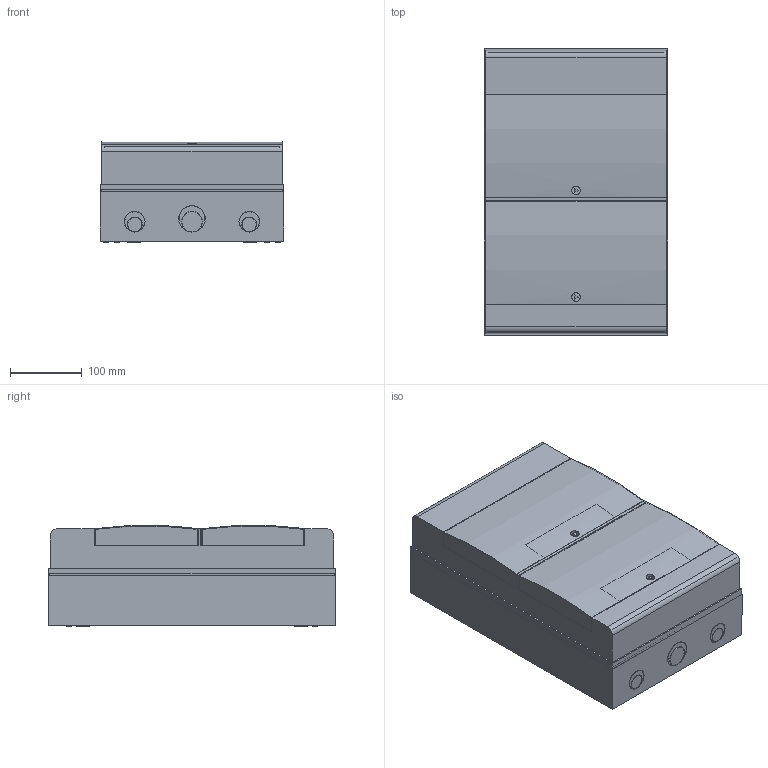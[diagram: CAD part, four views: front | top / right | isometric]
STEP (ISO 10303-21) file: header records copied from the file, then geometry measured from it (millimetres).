
FILE_DESCRIPTION (( 'STEP AP203' ), '1' );
FILE_NAME ('MKP73-N-24-66 帎砅-24 IP66.STEP', '2016-10-18T07:27:51', ( '' ), ( '' ), 'SwSTEP 2.0', 'SolidWorks 2014', '' );
FILE_SCHEMA (( 'CONFIG_CONTROL_DESIGN' ));
Products named in the file (1): MKP73-N-24-66 帎砅-24 IP66
Bounding box: 256 x 400 x 140.94 mm (x, y, z)
Volume: 1845942.8 mm3; surface area: 1201350.2 mm2
Topology: 14 solids, 14 shells, 2117 faces, 5749 edges, 3844 vertices
Faces by surface type: plane 1531, cylinder 378, cone 204, torus 4
Full cylindrical faces by diameter (mm): 2.5 x10, 4 x64, 5 x66, 6 x6, 7 x8, 10 x4, 11.5 x6, 12 x2, 13 x8, 14 x6, 18 x8, 20 x4, 28 x2, 29 x4, 37 x2
Entity records: 65187 total; most frequent: CARTESIAN_POINT 13912, DIRECTION 10494, ORIENTED_EDGE 10276, EDGE_CURVE 5138, AXIS2_PLACEMENT_3D 3742, VERTEX_POINT 3596, LINE 3010, VECTOR 3010
